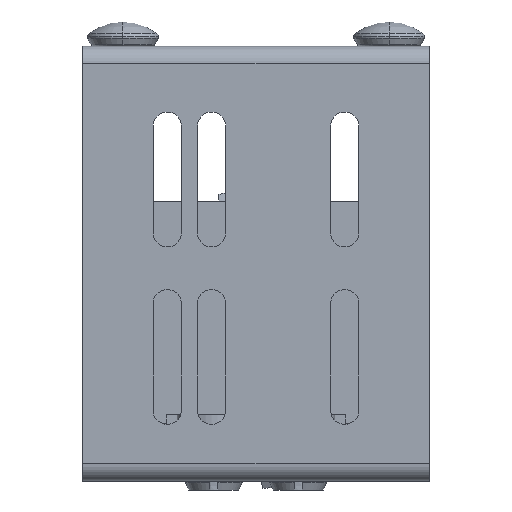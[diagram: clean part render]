
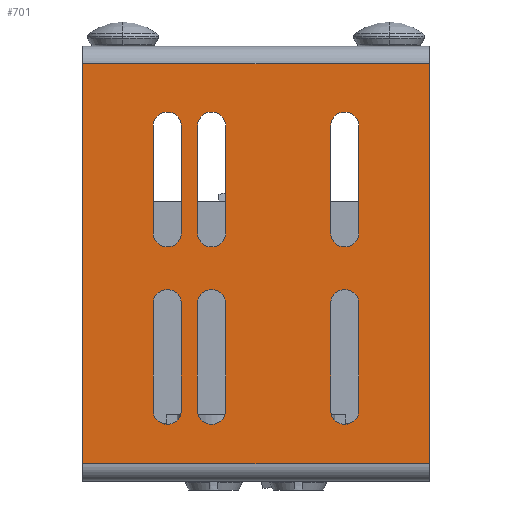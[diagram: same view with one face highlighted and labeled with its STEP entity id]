
A CAD part, left-side view. The second image highlights one B-rep face of the part: STEP entity #701.
In plain terms, the highlighted planar face has unit normal (-1, 0, 0).
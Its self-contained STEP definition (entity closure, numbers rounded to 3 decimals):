
#701=ADVANCED_FACE('',(#1944,#1945,#1946,#1947,#1948,#1949,#1950),#1951,.T.);
#1944=FACE_BOUND('',#3804,.T.);
#1945=FACE_BOUND('',#3805,.T.);
#1946=FACE_BOUND('',#3806,.T.);
#1947=FACE_BOUND('',#3807,.T.);
#1948=FACE_BOUND('',#3808,.T.);
#1949=FACE_BOUND('',#3809,.T.);
#1950=FACE_OUTER_BOUND('',#3810,.T.);
#1951=PLANE('',#3811);
#3804=EDGE_LOOP('',(#5906,#5907,#5908,#5909));
#3805=EDGE_LOOP('',(#5910,#5911,#5912,#5913));
#3806=EDGE_LOOP('',(#5914,#5915,#5916,#5917));
#3807=EDGE_LOOP('',(#5918,#5919,#5920,#5921));
#3808=EDGE_LOOP('',(#5922,#5923,#5924,#5925));
#3809=EDGE_LOOP('',(#5926,#5927,#5928,#5929));
#3810=EDGE_LOOP('',(#5930,#5931,#5932,#5933));
#3811=AXIS2_PLACEMENT_3D('',#5934,#5935,#5936);
#5906=ORIENTED_EDGE('',*,*,#10899,.T.);
#5907=ORIENTED_EDGE('',*,*,#11025,.T.);
#5908=ORIENTED_EDGE('',*,*,#10904,.T.);
#5909=ORIENTED_EDGE('',*,*,#11026,.T.);
#5910=ORIENTED_EDGE('',*,*,#10909,.T.);
#5911=ORIENTED_EDGE('',*,*,#11027,.T.);
#5912=ORIENTED_EDGE('',*,*,#10914,.T.);
#5913=ORIENTED_EDGE('',*,*,#11028,.T.);
#5914=ORIENTED_EDGE('',*,*,#10919,.T.);
#5915=ORIENTED_EDGE('',*,*,#11029,.T.);
#5916=ORIENTED_EDGE('',*,*,#10924,.T.);
#5917=ORIENTED_EDGE('',*,*,#11030,.T.);
#5918=ORIENTED_EDGE('',*,*,#10929,.T.);
#5919=ORIENTED_EDGE('',*,*,#11031,.T.);
#5920=ORIENTED_EDGE('',*,*,#10934,.T.);
#5921=ORIENTED_EDGE('',*,*,#11032,.T.);
#5922=ORIENTED_EDGE('',*,*,#10939,.T.);
#5923=ORIENTED_EDGE('',*,*,#11033,.T.);
#5924=ORIENTED_EDGE('',*,*,#10944,.T.);
#5925=ORIENTED_EDGE('',*,*,#11034,.T.);
#5926=ORIENTED_EDGE('',*,*,#10949,.T.);
#5927=ORIENTED_EDGE('',*,*,#11035,.T.);
#5928=ORIENTED_EDGE('',*,*,#10954,.T.);
#5929=ORIENTED_EDGE('',*,*,#11036,.T.);
#5930=ORIENTED_EDGE('',*,*,#10971,.T.);
#5931=ORIENTED_EDGE('',*,*,#11023,.F.);
#5932=ORIENTED_EDGE('',*,*,#11037,.F.);
#5933=ORIENTED_EDGE('',*,*,#11038,.T.);
#5934=CARTESIAN_POINT('',(0.0,39.0,49.));
#5935=DIRECTION('',(-1.0,0.0,0.0));
#5936=DIRECTION('',(0.0,0.0,-1.0));
#10899=EDGE_CURVE('',#13024,#13021,#13025,.T.);
#10904=EDGE_CURVE('',#13033,#13030,#13034,.T.);
#10909=EDGE_CURVE('',#13042,#13039,#13043,.T.);
#10914=EDGE_CURVE('',#13051,#13048,#13052,.T.);
#10919=EDGE_CURVE('',#13060,#13057,#13061,.T.);
#10924=EDGE_CURVE('',#13069,#13066,#13070,.T.);
#10929=EDGE_CURVE('',#13078,#13075,#13079,.T.);
#10934=EDGE_CURVE('',#13087,#13084,#13088,.T.);
#10939=EDGE_CURVE('',#13096,#13093,#13097,.T.);
#10944=EDGE_CURVE('',#13105,#13102,#13106,.T.);
#10949=EDGE_CURVE('',#13114,#13111,#13115,.T.);
#10954=EDGE_CURVE('',#13123,#13120,#13124,.T.);
#10971=EDGE_CURVE('',#13154,#13152,#13155,.T.);
#11023=EDGE_CURVE('',#13229,#13152,#13231,.T.);
#11025=EDGE_CURVE('',#13021,#13033,#13233,.T.);
#11026=EDGE_CURVE('',#13030,#13024,#13234,.T.);
#11027=EDGE_CURVE('',#13039,#13051,#13235,.T.);
#11028=EDGE_CURVE('',#13048,#13042,#13236,.T.);
#11029=EDGE_CURVE('',#13057,#13069,#13237,.T.);
#11030=EDGE_CURVE('',#13066,#13060,#13238,.T.);
#11031=EDGE_CURVE('',#13075,#13087,#13239,.T.);
#11032=EDGE_CURVE('',#13084,#13078,#13240,.T.);
#11033=EDGE_CURVE('',#13093,#13105,#13241,.T.);
#11034=EDGE_CURVE('',#13102,#13096,#13242,.T.);
#11035=EDGE_CURVE('',#13111,#13123,#13243,.T.);
#11036=EDGE_CURVE('',#13120,#13114,#13244,.T.);
#11037=EDGE_CURVE('',#13245,#13229,#13246,.T.);
#11038=EDGE_CURVE('',#13245,#13154,#13247,.T.);
#13021=VERTEX_POINT('',#16068);
#13024=VERTEX_POINT('',#16072);
#13025=CIRCLE('',#16073,3.2);
#13030=VERTEX_POINT('',#16079);
#13033=VERTEX_POINT('',#16083);
#13034=CIRCLE('',#16084,3.2);
#13039=VERTEX_POINT('',#16090);
#13042=VERTEX_POINT('',#16094);
#13043=CIRCLE('',#16095,3.2);
#13048=VERTEX_POINT('',#16101);
#13051=VERTEX_POINT('',#16105);
#13052=CIRCLE('',#16106,3.2);
#13057=VERTEX_POINT('',#16112);
#13060=VERTEX_POINT('',#16116);
#13061=CIRCLE('',#16117,3.2);
#13066=VERTEX_POINT('',#16123);
#13069=VERTEX_POINT('',#16127);
#13070=CIRCLE('',#16128,3.2);
#13075=VERTEX_POINT('',#16134);
#13078=VERTEX_POINT('',#16138);
#13079=CIRCLE('',#16139,3.2);
#13084=VERTEX_POINT('',#16145);
#13087=VERTEX_POINT('',#16149);
#13088=CIRCLE('',#16150,3.2);
#13093=VERTEX_POINT('',#16156);
#13096=VERTEX_POINT('',#16160);
#13097=CIRCLE('',#16161,3.2);
#13102=VERTEX_POINT('',#16167);
#13105=VERTEX_POINT('',#16171);
#13106=CIRCLE('',#16172,3.2);
#13111=VERTEX_POINT('',#16178);
#13114=VERTEX_POINT('',#16182);
#13115=CIRCLE('',#16183,3.2);
#13120=VERTEX_POINT('',#16189);
#13123=VERTEX_POINT('',#16193);
#13124=CIRCLE('',#16194,3.2);
#13152=VERTEX_POINT('',#16229);
#13154=VERTEX_POINT('',#16231);
#13155=LINE('',#16232,#16233);
#13229=VERTEX_POINT('',#16341);
#13231=LINE('',#16343,#16344);
#13233=LINE('',#16346,#16347);
#13234=LINE('',#16348,#16349);
#13235=LINE('',#16350,#16351);
#13236=LINE('',#16352,#16353);
#13237=LINE('',#16354,#16355);
#13238=LINE('',#16356,#16357);
#13239=LINE('',#16358,#16359);
#13240=LINE('',#16360,#16361);
#13241=LINE('',#16362,#16363);
#13242=LINE('',#16364,#16365);
#13243=LINE('',#16366,#16367);
#13244=LINE('',#16368,#16369);
#13245=VERTEX_POINT('',#16370);
#13246=LINE('',#16371,#16372);
#13247=LINE('',#16373,#16374);
#16068=CARTESIAN_POINT('',(0.0,16.8,40.));
#16072=CARTESIAN_POINT('',(0.0,23.2,40.));
#16073=AXIS2_PLACEMENT_3D('',#20811,#20812,#20813);
#16079=CARTESIAN_POINT('',(0.0,23.2,16.));
#16083=CARTESIAN_POINT('',(0.0,16.8,16.));
#16084=AXIS2_PLACEMENT_3D('',#20819,#20820,#20821);
#16090=CARTESIAN_POINT('',(0.0,16.8,80.));
#16094=CARTESIAN_POINT('',(0.0,23.2,80.));
#16095=AXIS2_PLACEMENT_3D('',#20827,#20828,#20829);
#16101=CARTESIAN_POINT('',(0.0,23.2,56.));
#16105=CARTESIAN_POINT('',(0.0,16.8,56.));
#16106=AXIS2_PLACEMENT_3D('',#20835,#20836,#20837);
#16112=CARTESIAN_POINT('',(0.0,-23.2,40.));
#16116=CARTESIAN_POINT('',(0.0,-16.8,40.));
#16117=AXIS2_PLACEMENT_3D('',#20843,#20844,#20845);
#16123=CARTESIAN_POINT('',(0.0,-16.8,16.));
#16127=CARTESIAN_POINT('',(0.0,-23.2,16.));
#16128=AXIS2_PLACEMENT_3D('',#20851,#20852,#20853);
#16134=CARTESIAN_POINT('',(0.0,-23.2,80.));
#16138=CARTESIAN_POINT('',(0.0,-16.8,80.));
#16139=AXIS2_PLACEMENT_3D('',#20859,#20860,#20861);
#16145=CARTESIAN_POINT('',(0.0,-16.8,56.));
#16149=CARTESIAN_POINT('',(0.0,-23.2,56.));
#16150=AXIS2_PLACEMENT_3D('',#20867,#20868,#20869);
#16156=CARTESIAN_POINT('',(0.0,6.8,40.));
#16160=CARTESIAN_POINT('',(0.0,13.2,40.));
#16161=AXIS2_PLACEMENT_3D('',#20875,#20876,#20877);
#16167=CARTESIAN_POINT('',(0.0,13.2,16.));
#16171=CARTESIAN_POINT('',(0.0,6.8,16.));
#16172=AXIS2_PLACEMENT_3D('',#20883,#20884,#20885);
#16178=CARTESIAN_POINT('',(0.0,6.8,80.));
#16182=CARTESIAN_POINT('',(0.0,13.2,80.));
#16183=AXIS2_PLACEMENT_3D('',#20891,#20892,#20893);
#16189=CARTESIAN_POINT('',(0.0,13.2,56.));
#16193=CARTESIAN_POINT('',(0.0,6.8,56.));
#16194=AXIS2_PLACEMENT_3D('',#20899,#20900,#20901);
#16229=CARTESIAN_POINT('',(0.0,-39.0,94.08));
#16231=CARTESIAN_POINT('',(0.,-39.0,3.92));
#16232=CARTESIAN_POINT('',(0.0,-39.0,3.92));
#16233=VECTOR('',#20927,1.0);
#16341=CARTESIAN_POINT('',(0.0,39.0,94.08));
#16343=CARTESIAN_POINT('',(0.0,39.0,94.08));
#16344=VECTOR('',#20992,1.0);
#16346=CARTESIAN_POINT('',(0.0,16.8,41.5));
#16347=VECTOR('',#20993,1.0);
#16348=CARTESIAN_POINT('',(0.0,23.2,38.5));
#16349=VECTOR('',#20994,1.0);
#16350=CARTESIAN_POINT('',(0.0,16.8,61.5));
#16351=VECTOR('',#20995,1.0);
#16352=CARTESIAN_POINT('',(0.0,23.2,58.5));
#16353=VECTOR('',#20996,1.0);
#16354=CARTESIAN_POINT('',(0.0,-23.2,41.5));
#16355=VECTOR('',#20997,1.0);
#16356=CARTESIAN_POINT('',(0.0,-16.8,38.5));
#16357=VECTOR('',#20998,1.0);
#16358=CARTESIAN_POINT('',(0.0,-23.2,61.5));
#16359=VECTOR('',#20999,1.0);
#16360=CARTESIAN_POINT('',(0.0,-16.8,58.5));
#16361=VECTOR('',#21000,1.0);
#16362=CARTESIAN_POINT('',(0.0,6.8,41.5));
#16363=VECTOR('',#21001,1.0);
#16364=CARTESIAN_POINT('',(0.0,13.2,38.5));
#16365=VECTOR('',#21002,1.0);
#16366=CARTESIAN_POINT('',(0.0,6.8,61.5));
#16367=VECTOR('',#21003,1.0);
#16368=CARTESIAN_POINT('',(0.0,13.2,58.5));
#16369=VECTOR('',#21004,1.0);
#16370=CARTESIAN_POINT('',(0.,39.0,3.92));
#16371=CARTESIAN_POINT('',(0.0,39.0,3.92));
#16372=VECTOR('',#21005,1.0);
#16373=CARTESIAN_POINT('',(0.,39.0,3.92));
#16374=VECTOR('',#21006,1.0);
#20811=CARTESIAN_POINT('',(0.0,20.0,40.));
#20812=DIRECTION('',(1.0,-0.0,0.0));
#20813=DIRECTION('',(0.0,1.,0.));
#20819=CARTESIAN_POINT('',(0.0,20.0,16.));
#20820=DIRECTION('',(1.0,0.0,-0.0));
#20821=DIRECTION('',(0.0,-1.,0.));
#20827=CARTESIAN_POINT('',(0.0,20.0,80.));
#20828=DIRECTION('',(1.0,-0.0,0.0));
#20829=DIRECTION('',(0.0,1.,0.));
#20835=CARTESIAN_POINT('',(0.0,20.0,56.));
#20836=DIRECTION('',(1.0,0.0,-0.0));
#20837=DIRECTION('',(0.0,-1.,0.));
#20843=CARTESIAN_POINT('',(0.0,-20.0,40.));
#20844=DIRECTION('',(1.0,-0.0,0.0));
#20845=DIRECTION('',(0.0,1.,0.));
#20851=CARTESIAN_POINT('',(0.0,-20.0,16.));
#20852=DIRECTION('',(1.0,0.0,-0.0));
#20853=DIRECTION('',(0.0,-1.,0.));
#20859=CARTESIAN_POINT('',(0.0,-20.0,80.));
#20860=DIRECTION('',(1.0,-0.0,0.0));
#20861=DIRECTION('',(0.0,1.,0.));
#20867=CARTESIAN_POINT('',(0.0,-20.0,56.));
#20868=DIRECTION('',(1.0,0.0,-0.0));
#20869=DIRECTION('',(0.0,-1.,0.));
#20875=CARTESIAN_POINT('',(0.0,10.0,40.));
#20876=DIRECTION('',(1.0,-0.0,0.0));
#20877=DIRECTION('',(0.0,1.,0.));
#20883=CARTESIAN_POINT('',(0.0,10.0,16.));
#20884=DIRECTION('',(1.0,0.0,-0.0));
#20885=DIRECTION('',(0.0,-1.,0.));
#20891=CARTESIAN_POINT('',(0.0,10.0,80.));
#20892=DIRECTION('',(1.0,-0.0,0.0));
#20893=DIRECTION('',(0.0,1.,0.));
#20899=CARTESIAN_POINT('',(0.0,10.0,56.));
#20900=DIRECTION('',(1.0,0.0,-0.0));
#20901=DIRECTION('',(0.0,-1.,0.));
#20927=DIRECTION('',(0.0,0.0,1.0));
#20992=DIRECTION('',(0.0,-1.0,0.0));
#20993=DIRECTION('',(-0.0,-0.0,-1.0));
#20994=DIRECTION('',(0.0,-0.0,1.0));
#20995=DIRECTION('',(-0.0,-0.0,-1.0));
#20996=DIRECTION('',(0.0,-0.0,1.0));
#20997=DIRECTION('',(-0.0,-0.0,-1.0));
#20998=DIRECTION('',(0.0,-0.0,1.0));
#20999=DIRECTION('',(-0.0,-0.0,-1.0));
#21000=DIRECTION('',(0.0,-0.0,1.0));
#21001=DIRECTION('',(-0.0,-0.0,-1.0));
#21002=DIRECTION('',(0.0,-0.0,1.0));
#21003=DIRECTION('',(-0.0,-0.0,-1.0));
#21004=DIRECTION('',(0.0,-0.0,1.0));
#21005=DIRECTION('',(0.0,0.0,1.0));
#21006=DIRECTION('',(0.0,-1.0,0.0));
